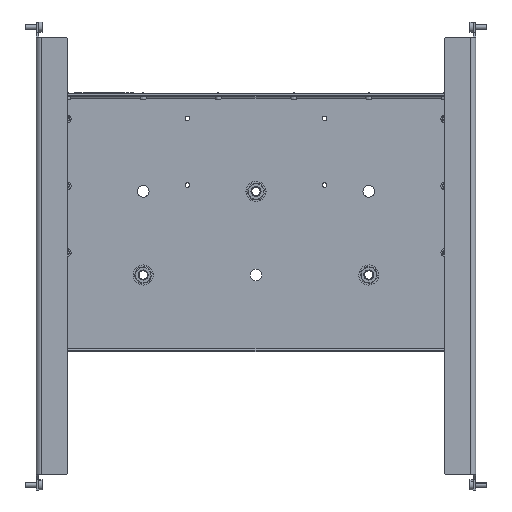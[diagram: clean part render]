
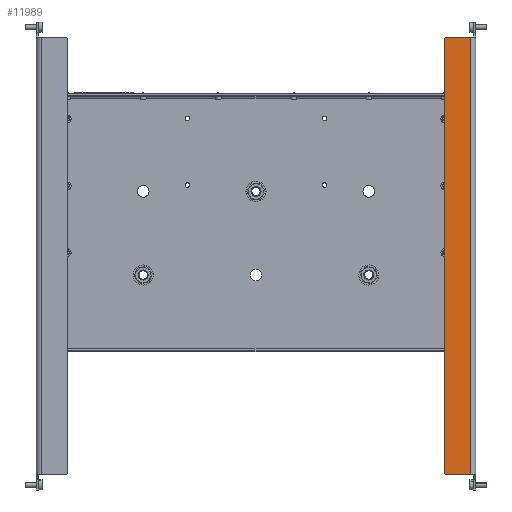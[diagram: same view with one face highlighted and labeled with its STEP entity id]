
A CAD part, front view. The second image highlights one B-rep face of the part: STEP entity #11989.
In plain terms, the highlighted planar face has unit normal (0, -1, 0).
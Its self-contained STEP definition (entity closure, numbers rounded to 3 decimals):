
#69 = VERTEX_POINT ( 'NONE', #13487 ) ;
#849 = CARTESIAN_POINT ( 'NONE',  ( 0., 0., 280. ) ) ;
#1330 = DIRECTION ( 'NONE',  ( 0., 0., -1. ) ) ;
#1412 = CARTESIAN_POINT ( 'NONE',  ( 38., 0., -262. ) ) ;
#1904 = ORIENTED_EDGE ( 'NONE', *, *, #4693, .T. ) ;
#1912 = DIRECTION ( 'NONE',  ( -0.707, 0., 0.707 ) ) ;
#1953 = EDGE_CURVE ( 'NONE', #3112, #3316, #7401, .T. ) ;
#2379 = CARTESIAN_POINT ( 'NONE',  ( 6., 0., -262. ) ) ;
#2471 = CARTESIAN_POINT ( 'NONE',  ( 38., 0., -260. ) ) ;
#3064 = ORIENTED_EDGE ( 'NONE', *, *, #14123, .T. ) ;
#3112 = VERTEX_POINT ( 'NONE', #6397 ) ;
#3316 = VERTEX_POINT ( 'NONE', #15351 ) ;
#3455 = LINE ( 'NONE', #1412, #20923 ) ;
#3871 = AXIS2_PLACEMENT_3D ( 'NONE', #849, #10901, #13042 ) ;
#3923 = EDGE_LOOP ( 'NONE', ( #10801, #1904, #19769, #6348, #3064, #12924 ) ) ;
#4077 = FACE_OUTER_BOUND ( 'NONE', #3923, .T. ) ;
#4693 = EDGE_CURVE ( 'NONE', #69, #5722, #11079, .T. ) ;
#4767 = DIRECTION ( 'NONE',  ( -1., 0., 0. ) ) ;
#5722 = VERTEX_POINT ( 'NONE', #2471 ) ;
#5765 = EDGE_CURVE ( 'NONE', #17754, #8267, #14991, .T. ) ;
#5914 = EDGE_CURVE ( 'NONE', #69, #8267, #3455, .T. ) ;
#6168 = DIRECTION ( 'NONE',  ( 0., 0., -1. ) ) ;
#6348 = ORIENTED_EDGE ( 'NONE', *, *, #1953, .T. ) ;
#6358 = CARTESIAN_POINT ( 'NONE',  ( 38., 0., 262. ) ) ;
#6397 = CARTESIAN_POINT ( 'NONE',  ( 38., 0., 260. ) ) ;
#7020 = CARTESIAN_POINT ( 'NONE',  ( 6., 0., 262. ) ) ;
#7401 = LINE ( 'NONE', #8868, #19283 ) ;
#7672 = VECTOR ( 'NONE', #11190, 1000. ) ;
#8267 = VERTEX_POINT ( 'NONE', #2379 ) ;
#8868 = CARTESIAN_POINT ( 'NONE',  ( 38., 0., 260. ) ) ;
#9835 = VECTOR ( 'NONE', #6168, 1000. ) ;
#10801 = ORIENTED_EDGE ( 'NONE', *, *, #5914, .F. ) ;
#10901 = DIRECTION ( 'NONE',  ( 0., 1., 0. ) ) ;
#11079 = LINE ( 'NONE', #16455, #7672 ) ;
#11190 = DIRECTION ( 'NONE',  ( 0.707, 0., 0.707 ) ) ;
#11989 = ADVANCED_FACE ( 'NONE', ( #4077 ), #21217, .F. ) ;
#12924 = ORIENTED_EDGE ( 'NONE', *, *, #5765, .T. ) ;
#13042 = DIRECTION ( 'NONE',  ( 0., 0., 1. ) ) ;
#13487 = CARTESIAN_POINT ( 'NONE',  ( 36., 0., -262. ) ) ;
#14123 = EDGE_CURVE ( 'NONE', #3316, #17754, #21702, .T. ) ;
#14991 = LINE ( 'NONE', #19925, #9835 ) ;
#15204 = CARTESIAN_POINT ( 'NONE',  ( 38., 0., 280. ) ) ;
#15351 = CARTESIAN_POINT ( 'NONE',  ( 36., 0., 262. ) ) ;
#16455 = CARTESIAN_POINT ( 'NONE',  ( 38., 0., -260. ) ) ;
#17197 = VECTOR ( 'NONE', #20345, 1000. ) ;
#17754 = VERTEX_POINT ( 'NONE', #7020 ) ;
#19283 = VECTOR ( 'NONE', #1912, 1000. ) ;
#19769 = ORIENTED_EDGE ( 'NONE', *, *, #20999, .F. ) ;
#19925 = CARTESIAN_POINT ( 'NONE',  ( 6., 0., 280. ) ) ;
#20128 = LINE ( 'NONE', #15204, #21999 ) ;
#20345 = DIRECTION ( 'NONE',  ( -1., 0., 0. ) ) ;
#20923 = VECTOR ( 'NONE', #4767, 1000. ) ;
#20999 = EDGE_CURVE ( 'NONE', #3112, #5722, #20128, .T. ) ;
#21217 = PLANE ( 'NONE',  #3871 ) ;
#21702 = LINE ( 'NONE', #6358, #17197 ) ;
#21999 = VECTOR ( 'NONE', #1330, 1000. ) ;
